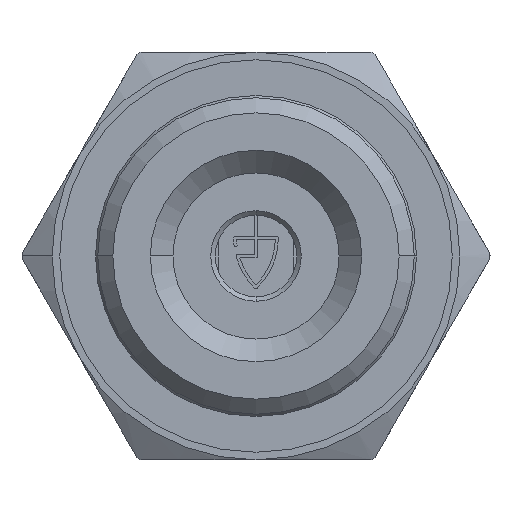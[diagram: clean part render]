
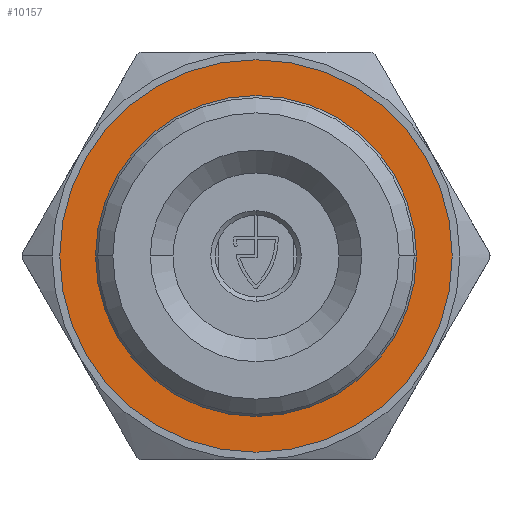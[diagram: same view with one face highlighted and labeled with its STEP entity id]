
A CAD part, front view. The second image highlights one B-rep face of the part: STEP entity #10157.
In plain terms, the highlighted planar face has unit normal (0, -1, 0).
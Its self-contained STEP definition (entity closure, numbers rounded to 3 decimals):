
#121 = EDGE_CURVE ( 'NONE', #9866, #8854, #1858, .T. ) ;
#124 = EDGE_CURVE ( 'NONE', #11653, #3289, #11732, .T. ) ;
#289 = AXIS2_PLACEMENT_3D ( 'NONE', #11690, #5457, #6871 ) ;
#343 = FACE_BOUND ( 'NONE', #11739, .T. ) ;
#600 = EDGE_CURVE ( 'NONE', #8854, #9866, #4405, .T. ) ;
#699 = ORIENTED_EDGE ( 'NONE', *, *, #121, .T. ) ;
#828 = CARTESIAN_POINT ( 'NONE',  ( 13., -11.3, 0. ) ) ;
#999 = CIRCLE ( 'NONE', #289, 10.63 ) ;
#1173 = DIRECTION ( 'NONE',  ( 0., -1., 0. ) ) ;
#1858 = CIRCLE ( 'NONE', #5368, 13. ) ;
#1967 = CARTESIAN_POINT ( 'NONE',  ( 0., -11.3, 0. ) ) ;
#2553 = CARTESIAN_POINT ( 'NONE',  ( -10.63, -11.3, 0. ) ) ;
#3145 = CARTESIAN_POINT ( 'NONE',  ( 10.63, -11.3, 0. ) ) ;
#3289 = VERTEX_POINT ( 'NONE', #3145 ) ;
#3566 = DIRECTION ( 'NONE',  ( 1., 0., 0. ) ) ;
#4401 = ORIENTED_EDGE ( 'NONE', *, *, #124, .F. ) ;
#4405 = CIRCLE ( 'NONE', #8202, 13. ) ;
#4521 = CARTESIAN_POINT ( 'NONE',  ( -13., -11.3, 0. ) ) ;
#5096 = DIRECTION ( 'NONE',  ( 1., 0., 0. ) ) ;
#5348 = DIRECTION ( 'NONE',  ( 1., 0., 0. ) ) ;
#5368 = AXIS2_PLACEMENT_3D ( 'NONE', #5562, #5503, #5096 ) ;
#5375 = DIRECTION ( 'NONE',  ( 0., -1., 0. ) ) ;
#5440 = CARTESIAN_POINT ( 'NONE',  ( 0., -11.3, 0. ) ) ;
#5457 = DIRECTION ( 'NONE',  ( 0., -1., 0. ) ) ;
#5503 = DIRECTION ( 'NONE',  ( 0., -1., 0. ) ) ;
#5553 = EDGE_CURVE ( 'NONE', #3289, #11653, #999, .T. ) ;
#5562 = CARTESIAN_POINT ( 'NONE',  ( 0., -11.3, 0. ) ) ;
#5585 = FACE_OUTER_BOUND ( 'NONE', #11014, .T. ) ;
#6678 = AXIS2_PLACEMENT_3D ( 'NONE', #5440, #5375, #5348 ) ;
#6871 = DIRECTION ( 'NONE',  ( 1., 0., 0. ) ) ;
#7105 = AXIS2_PLACEMENT_3D ( 'NONE', #2553, #9306, #3566 ) ;
#7442 = ORIENTED_EDGE ( 'NONE', *, *, #600, .T. ) ;
#8202 = AXIS2_PLACEMENT_3D ( 'NONE', #1967, #1173, #11907 ) ;
#8289 = ORIENTED_EDGE ( 'NONE', *, *, #5553, .F. ) ;
#8499 = CARTESIAN_POINT ( 'NONE',  ( -10.63, -11.3, 0. ) ) ;
#8854 = VERTEX_POINT ( 'NONE', #4521 ) ;
#9306 = DIRECTION ( 'NONE',  ( 0., -1., 0. ) ) ;
#9866 = VERTEX_POINT ( 'NONE', #828 ) ;
#10157 = ADVANCED_FACE ( 'NONE', ( #5585, #343 ), #11127, .T. ) ;
#11014 = EDGE_LOOP ( 'NONE', ( #699, #7442 ) ) ;
#11127 = PLANE ( 'NONE',  #7105 ) ;
#11653 = VERTEX_POINT ( 'NONE', #8499 ) ;
#11690 = CARTESIAN_POINT ( 'NONE',  ( 0., -11.3, 0. ) ) ;
#11732 = CIRCLE ( 'NONE', #6678, 10.63 ) ;
#11739 = EDGE_LOOP ( 'NONE', ( #4401, #8289 ) ) ;
#11907 = DIRECTION ( 'NONE',  ( 1., 0., 0. ) ) ;
